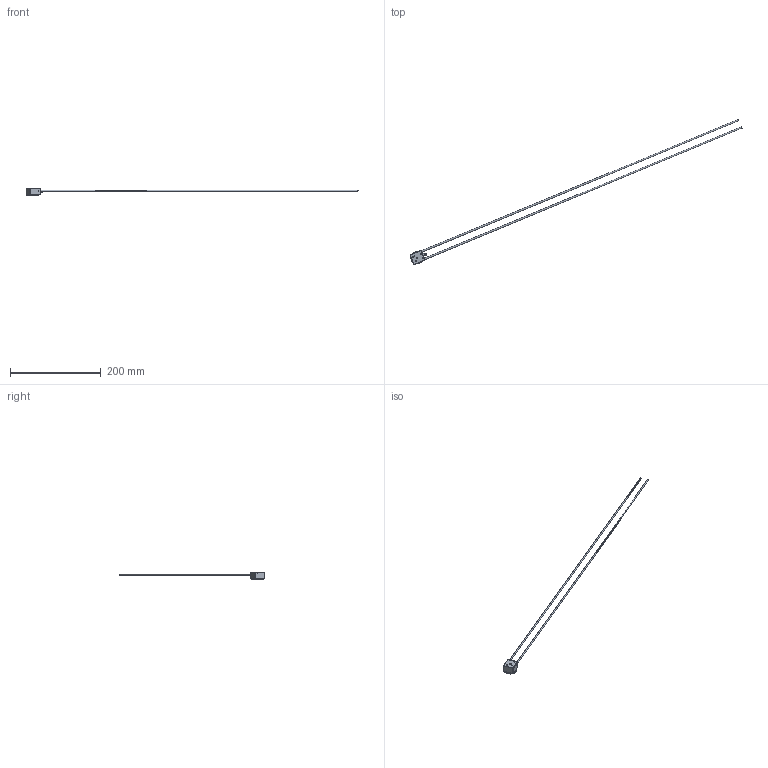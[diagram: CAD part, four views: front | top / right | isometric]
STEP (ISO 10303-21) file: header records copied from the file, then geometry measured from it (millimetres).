
FILE_DESCRIPTION(/* description */ ('Front Load Single Standard Sensor (SL-A0E00)'),/* implementation_level */ '2;1');
FILE_NAME(/* name */ 'SL-A0E00 (750-211-G1) - Front Load Standard Single Sensor (Outline Model rev.B).stp',/* time_stamp */ '2016-05-10T11:42:09-04:00',/* author */ ('Joel Plasencia'),/* organization */ ('INFICON'),/* preprocessor_version */ 'ST-DEVELOPER v11',/* originating_system */ 'SIEMENS PLM Software NX 7.5',/* authorisation */ 'Copyright© 2017 INFICON - ALL RIGHTS RESERVED');
FILE_SCHEMA (('AUTOMOTIVE_DESIGN { 1 0 10303 214 1 1 1 1 }'));
Length unit declared in the file: inch
Products named in the file (1): SL-A0E00_B
Bounding box: 730.55 x 319.75 x 17.53 mm (x, y, z)
Volume: 15839.3 mm3; surface area: 29972.8 mm2
Topology: 3 solids, 3 shells, 76 faces, 158 edges, 94 vertices
Faces by surface type: plane 36, cylinder 25, cone 11, sphere 4
Full cylindrical faces by diameter (mm): 2.184 x1, 2.261 x4, 2.362 x2, 3.175 x3, 3.251 x2, 3.81 x1, 6.35 x1, 26.974 x1
Entity records: 2433 total; most frequent: DIRECTION 376, CARTESIAN_POINT 307, ORIENTED_EDGE 246, AXIS2_PLACEMENT_3D 161, EDGE_CURVE 123, EDGE_LOOP 116, VERTEX_POINT 92, PRESENTATION_STYLE_ASSIGNMENT 82
